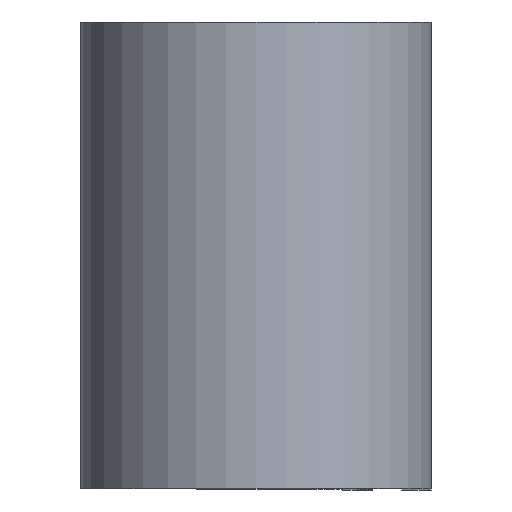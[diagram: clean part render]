
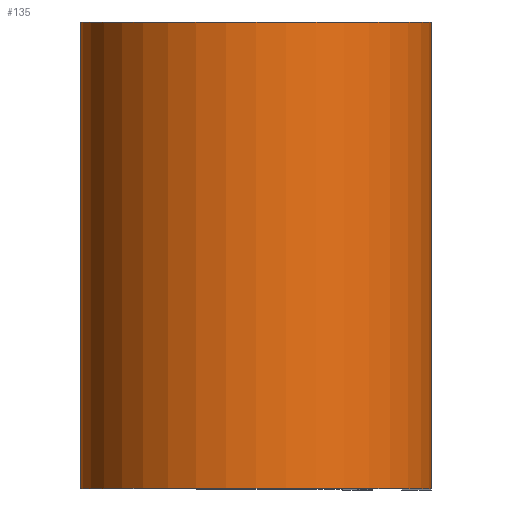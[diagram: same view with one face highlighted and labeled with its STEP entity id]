
A CAD part, top view. The second image highlights one B-rep face of the part: STEP entity #135.
In plain terms, the highlighted cylindrical face has radius 4.775 mm (diameter 9.55 mm), a partial arc.
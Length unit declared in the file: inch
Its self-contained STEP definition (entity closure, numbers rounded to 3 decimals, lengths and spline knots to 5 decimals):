
#13 = AXIS2_PLACEMENT_3D ( 'NONE', #417, #531, #612 ) ;
#37 = CARTESIAN_POINT ( 'NONE',  ( 0.188, 0.25, 0. ) ) ;
#50 = AXIS2_PLACEMENT_3D ( 'NONE', #593, #599, #428 ) ;
#54 = CARTESIAN_POINT ( 'NONE',  ( 0., 0.25, -0.188 ) ) ;
#60 = EDGE_LOOP ( 'NONE', ( #212, #640, #701, #735 ) ) ;
#88 = FACE_OUTER_BOUND ( 'NONE', #60, .T. ) ;
#111 = CARTESIAN_POINT ( 'NONE',  ( 0., 0.25, -0.188 ) ) ;
#130 = CIRCLE ( 'NONE', #50, 0.188 ) ;
#135 = ADVANCED_FACE ( 'NONE', ( #88 ), #328, .T. ) ;
#148 = DIRECTION ( 'NONE',  ( 0., -1., 0. ) ) ;
#212 = ORIENTED_EDGE ( 'NONE', *, *, #581, .T. ) ;
#228 = DIRECTION ( 'NONE',  ( 0., -1., 0. ) ) ;
#257 = VERTEX_POINT ( 'NONE', #489 ) ;
#268 = VERTEX_POINT ( 'NONE', #37 ) ;
#270 = AXIS2_PLACEMENT_3D ( 'NONE', #628, #711, #623 ) ;
#294 = CIRCLE ( 'NONE', #13, 0.188 ) ;
#328 = CYLINDRICAL_SURFACE ( 'NONE', #270, 0.188 ) ;
#406 = LINE ( 'NONE', #588, #536 ) ;
#415 = LINE ( 'NONE', #111, #426 ) ;
#417 = CARTESIAN_POINT ( 'NONE',  ( 0., 0.25, 0. ) ) ;
#426 = VECTOR ( 'NONE', #148, 39.37008 ) ;
#428 = DIRECTION ( 'NONE',  ( 1., 0., 0. ) ) ;
#489 = CARTESIAN_POINT ( 'NONE',  ( 0.188, -0.25, 0. ) ) ;
#531 = DIRECTION ( 'NONE',  ( 0., 1., 0. ) ) ;
#536 = VECTOR ( 'NONE', #228, 39.37008 ) ;
#544 = CARTESIAN_POINT ( 'NONE',  ( 0., -0.25, -0.188 ) ) ;
#556 = EDGE_CURVE ( 'NONE', #268, #257, #406, .T. ) ;
#581 = EDGE_CURVE ( 'NONE', #642, #257, #130, .T. ) ;
#588 = CARTESIAN_POINT ( 'NONE',  ( 0.188, 0.25, 0. ) ) ;
#593 = CARTESIAN_POINT ( 'NONE',  ( 0., -0.25, 0. ) ) ;
#599 = DIRECTION ( 'NONE',  ( 0., 1., 0. ) ) ;
#612 = DIRECTION ( 'NONE',  ( 1., 0., 0. ) ) ;
#623 = DIRECTION ( 'NONE',  ( 0., 0., -1. ) ) ;
#628 = CARTESIAN_POINT ( 'NONE',  ( 0., 0.25, 0. ) ) ;
#640 = ORIENTED_EDGE ( 'NONE', *, *, #556, .F. ) ;
#642 = VERTEX_POINT ( 'NONE', #544 ) ;
#689 = EDGE_CURVE ( 'NONE', #706, #268, #294, .T. ) ;
#701 = ORIENTED_EDGE ( 'NONE', *, *, #689, .F. ) ;
#706 = VERTEX_POINT ( 'NONE', #54 ) ;
#709 = EDGE_CURVE ( 'NONE', #706, #642, #415, .T. ) ;
#711 = DIRECTION ( 'NONE',  ( 0., -1., 0. ) ) ;
#735 = ORIENTED_EDGE ( 'NONE', *, *, #709, .T. ) ;
